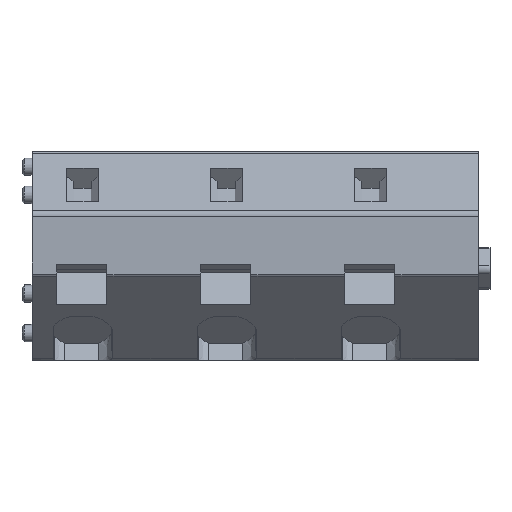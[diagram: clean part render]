
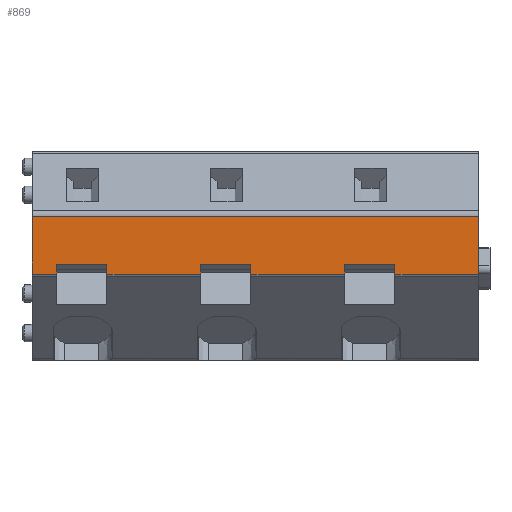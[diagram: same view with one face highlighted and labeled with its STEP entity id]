
A CAD part, top view. The second image highlights one B-rep face of the part: STEP entity #869.
In plain terms, the highlighted planar face has unit normal (0, 0, 1).
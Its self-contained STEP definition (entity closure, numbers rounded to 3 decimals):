
#773=AXIS2_PLACEMENT_3D('Plane Axis2P3D',#770,#771,#772) ;
#621=CARTESIAN_POINT('Vertex',(31.7,5.981,16.478)) ;
#624=CARTESIAN_POINT('Line Origine',(5.,5.981,16.478)) ;
#628=CARTESIAN_POINT('Vertex',(25.9,5.981,16.478)) ;
#651=CARTESIAN_POINT('Line Origine',(5.,5.981,16.478)) ;
#655=CARTESIAN_POINT('Vertex',(15.9,5.981,16.478)) ;
#657=CARTESIAN_POINT('Vertex',(22.4,5.981,16.478)) ;
#705=CARTESIAN_POINT('Vertex',(12.4,5.981,16.478)) ;
#708=CARTESIAN_POINT('Line Origine',(5.,5.981,16.478)) ;
#712=CARTESIAN_POINT('Vertex',(5.9,5.981,16.478)) ;
#742=CARTESIAN_POINT('Vertex',(2.4,5.981,16.478)) ;
#745=CARTESIAN_POINT('Line Origine',(5.,5.981,16.478)) ;
#749=CARTESIAN_POINT('Vertex',(0.7,5.981,16.478)) ;
#770=CARTESIAN_POINT('Axis2P3D Location',(0.,9.977,16.478)) ;
#775=CARTESIAN_POINT('Line Origine',(12.4,6.311,16.478)) ;
#779=CARTESIAN_POINT('Vertex',(12.4,6.642,16.478)) ;
#782=CARTESIAN_POINT('Line Origine',(14.15,6.642,16.478)) ;
#786=CARTESIAN_POINT('Vertex',(15.9,6.642,16.478)) ;
#789=CARTESIAN_POINT('Line Origine',(15.9,6.311,16.478)) ;
#794=CARTESIAN_POINT('Line Origine',(22.4,6.311,16.478)) ;
#798=CARTESIAN_POINT('Vertex',(22.4,6.642,16.478)) ;
#801=CARTESIAN_POINT('Line Origine',(24.15,6.642,16.478)) ;
#805=CARTESIAN_POINT('Vertex',(25.9,6.642,16.478)) ;
#808=CARTESIAN_POINT('Line Origine',(25.9,6.311,16.478)) ;
#813=CARTESIAN_POINT('Line Origine',(31.7,7.979,16.478)) ;
#817=CARTESIAN_POINT('Vertex',(31.7,9.977,16.478)) ;
#820=CARTESIAN_POINT('Line Origine',(16.2,9.977,16.478)) ;
#824=CARTESIAN_POINT('Vertex',(0.7,9.977,16.478)) ;
#827=CARTESIAN_POINT('Line Origine',(0.7,7.979,16.478)) ;
#832=CARTESIAN_POINT('Line Origine',(2.4,6.311,16.478)) ;
#836=CARTESIAN_POINT('Vertex',(2.4,6.642,16.478)) ;
#839=CARTESIAN_POINT('Line Origine',(4.15,6.642,16.478)) ;
#843=CARTESIAN_POINT('Vertex',(5.9,6.642,16.478)) ;
#846=CARTESIAN_POINT('Line Origine',(5.9,6.311,16.478)) ;
#625=DIRECTION('Vector Direction',(-1.,0.,0.)) ;
#652=DIRECTION('Vector Direction',(-1.,0.,0.)) ;
#709=DIRECTION('Vector Direction',(-1.,0.,0.)) ;
#746=DIRECTION('Vector Direction',(-1.,0.,0.)) ;
#771=DIRECTION('Axis2P3D Direction',(-0.,0.,1.)) ;
#772=DIRECTION('Axis2P3D XDirection',(0.,-1.,0.)) ;
#776=DIRECTION('Vector Direction',(0.,-1.,0.)) ;
#783=DIRECTION('Vector Direction',(-1.,0.,0.)) ;
#790=DIRECTION('Vector Direction',(0.,-1.,0.)) ;
#795=DIRECTION('Vector Direction',(0.,-1.,0.)) ;
#802=DIRECTION('Vector Direction',(-1.,0.,0.)) ;
#809=DIRECTION('Vector Direction',(0.,-1.,0.)) ;
#814=DIRECTION('Vector Direction',(0.,-1.,0.)) ;
#821=DIRECTION('Vector Direction',(1.,0.,0.)) ;
#828=DIRECTION('Vector Direction',(0.,-1.,0.)) ;
#833=DIRECTION('Vector Direction',(0.,-1.,0.)) ;
#840=DIRECTION('Vector Direction',(-1.,0.,0.)) ;
#847=DIRECTION('Vector Direction',(0.,-1.,0.)) ;
#626=VECTOR('Line Direction',#625,1.) ;
#653=VECTOR('Line Direction',#652,1.) ;
#710=VECTOR('Line Direction',#709,1.) ;
#747=VECTOR('Line Direction',#746,1.) ;
#777=VECTOR('Line Direction',#776,1.) ;
#784=VECTOR('Line Direction',#783,1.) ;
#791=VECTOR('Line Direction',#790,1.) ;
#796=VECTOR('Line Direction',#795,1.) ;
#803=VECTOR('Line Direction',#802,1.) ;
#810=VECTOR('Line Direction',#809,1.) ;
#815=VECTOR('Line Direction',#814,1.) ;
#822=VECTOR('Line Direction',#821,1.) ;
#829=VECTOR('Line Direction',#828,1.) ;
#834=VECTOR('Line Direction',#833,1.) ;
#841=VECTOR('Line Direction',#840,1.) ;
#848=VECTOR('Line Direction',#847,1.) ;
#852=ORIENTED_EDGE('',*,*,#714,.T.) ;
#853=ORIENTED_EDGE('',*,*,#781,.F.) ;
#854=ORIENTED_EDGE('',*,*,#788,.F.) ;
#855=ORIENTED_EDGE('',*,*,#793,.T.) ;
#856=ORIENTED_EDGE('',*,*,#659,.T.) ;
#857=ORIENTED_EDGE('',*,*,#800,.F.) ;
#858=ORIENTED_EDGE('',*,*,#807,.F.) ;
#859=ORIENTED_EDGE('',*,*,#812,.T.) ;
#860=ORIENTED_EDGE('',*,*,#630,.T.) ;
#861=ORIENTED_EDGE('',*,*,#819,.F.) ;
#862=ORIENTED_EDGE('',*,*,#826,.F.) ;
#863=ORIENTED_EDGE('',*,*,#831,.F.) ;
#864=ORIENTED_EDGE('',*,*,#751,.T.) ;
#865=ORIENTED_EDGE('',*,*,#838,.F.) ;
#866=ORIENTED_EDGE('',*,*,#845,.F.) ;
#867=ORIENTED_EDGE('',*,*,#850,.T.) ;
#869=ADVANCED_FACE('HOUSING',(#868),#774,.T.) ;
#630=EDGE_CURVE('',#629,#622,#627,.F.) ;
#659=EDGE_CURVE('',#656,#658,#654,.F.) ;
#714=EDGE_CURVE('',#713,#706,#711,.F.) ;
#751=EDGE_CURVE('',#750,#743,#748,.F.) ;
#781=EDGE_CURVE('',#780,#706,#778,.T.) ;
#788=EDGE_CURVE('',#787,#780,#785,.T.) ;
#793=EDGE_CURVE('',#787,#656,#792,.T.) ;
#800=EDGE_CURVE('',#799,#658,#797,.T.) ;
#807=EDGE_CURVE('',#806,#799,#804,.T.) ;
#812=EDGE_CURVE('',#806,#629,#811,.T.) ;
#819=EDGE_CURVE('',#818,#622,#816,.T.) ;
#826=EDGE_CURVE('',#825,#818,#823,.T.) ;
#831=EDGE_CURVE('',#750,#825,#830,.F.) ;
#838=EDGE_CURVE('',#837,#743,#835,.T.) ;
#845=EDGE_CURVE('',#844,#837,#842,.T.) ;
#850=EDGE_CURVE('',#844,#713,#849,.T.) ;
#851=EDGE_LOOP('',(#852,#853,#854,#855,#856,#857,#858,#859,#860,#861,#862,#863,#864,#865,#866,#867)) ;
#868=FACE_OUTER_BOUND('',#851,.T.) ;
#627=LINE('Line',#624,#626) ;
#654=LINE('Line',#651,#653) ;
#711=LINE('Line',#708,#710) ;
#748=LINE('Line',#745,#747) ;
#778=LINE('Line',#775,#777) ;
#785=LINE('Line',#782,#784) ;
#792=LINE('Line',#789,#791) ;
#797=LINE('Line',#794,#796) ;
#804=LINE('Line',#801,#803) ;
#811=LINE('Line',#808,#810) ;
#816=LINE('Line',#813,#815) ;
#823=LINE('Line',#820,#822) ;
#830=LINE('Line',#827,#829) ;
#835=LINE('Line',#832,#834) ;
#842=LINE('Line',#839,#841) ;
#849=LINE('Line',#846,#848) ;
#774=PLANE('',#773) ;
#622=VERTEX_POINT('',#621) ;
#629=VERTEX_POINT('',#628) ;
#656=VERTEX_POINT('',#655) ;
#658=VERTEX_POINT('',#657) ;
#706=VERTEX_POINT('',#705) ;
#713=VERTEX_POINT('',#712) ;
#743=VERTEX_POINT('',#742) ;
#750=VERTEX_POINT('',#749) ;
#780=VERTEX_POINT('',#779) ;
#787=VERTEX_POINT('',#786) ;
#799=VERTEX_POINT('',#798) ;
#806=VERTEX_POINT('',#805) ;
#818=VERTEX_POINT('',#817) ;
#825=VERTEX_POINT('',#824) ;
#837=VERTEX_POINT('',#836) ;
#844=VERTEX_POINT('',#843) ;
